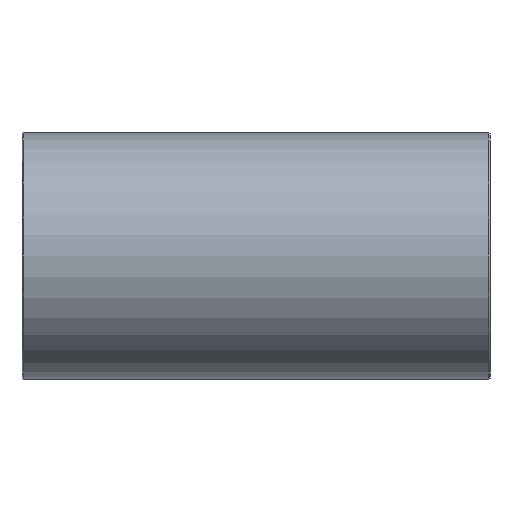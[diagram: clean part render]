
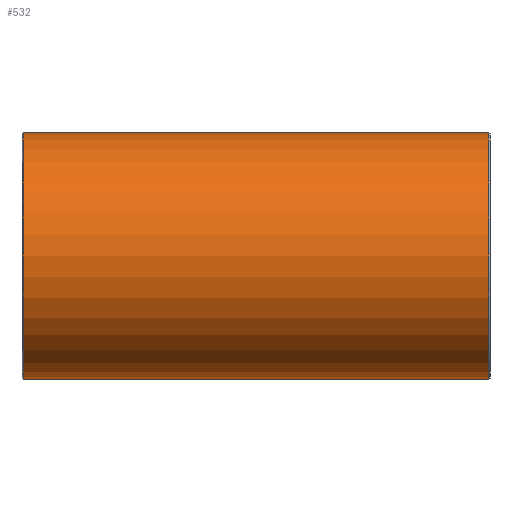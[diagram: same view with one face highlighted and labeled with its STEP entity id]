
A CAD part, left-side view. The second image highlights one B-rep face of the part: STEP entity #532.
In plain terms, the highlighted cylindrical face has radius 62.389 mm (diameter 124.777 mm), a full revolution.
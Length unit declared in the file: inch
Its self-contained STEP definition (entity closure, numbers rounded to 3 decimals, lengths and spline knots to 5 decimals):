
#52=LINE('',#951,#72);
#72=VECTOR('',#766,2.45625);
#89=CYLINDRICAL_SURFACE('',#616,2.45625);
#108=FACE_OUTER_BOUND('',#144,.T.);
#144=EDGE_LOOP('',(#426,#427,#428,#429,#430,#431));
#199=CIRCLE('',#614,2.45625);
#200=CIRCLE('',#615,2.45625);
#201=CIRCLE('',#617,2.45625);
#202=CIRCLE('',#618,2.45625);
#255=VERTEX_POINT('',#941);
#256=VERTEX_POINT('',#942);
#257=VERTEX_POINT('',#947);
#258=VERTEX_POINT('',#948);
#319=EDGE_CURVE('',#255,#256,#199,.T.);
#320=EDGE_CURVE('',#256,#255,#200,.T.);
#322=EDGE_CURVE('',#257,#258,#201,.T.);
#323=EDGE_CURVE('',#258,#257,#202,.T.);
#324=EDGE_CURVE('',#258,#256,#52,.T.);
#426=ORIENTED_EDGE('',*,*,#322,.F.);
#427=ORIENTED_EDGE('',*,*,#323,.F.);
#428=ORIENTED_EDGE('',*,*,#324,.T.);
#429=ORIENTED_EDGE('',*,*,#319,.F.);
#430=ORIENTED_EDGE('',*,*,#320,.F.);
#431=ORIENTED_EDGE('',*,*,#324,.F.);
#532=ADVANCED_FACE('',(#108),#89,.T.);
#614=AXIS2_PLACEMENT_3D('',#943,#755,#756);
#615=AXIS2_PLACEMENT_3D('',#944,#757,#758);
#616=AXIS2_PLACEMENT_3D('',#946,#760,#761);
#617=AXIS2_PLACEMENT_3D('',#949,#762,#763);
#618=AXIS2_PLACEMENT_3D('',#950,#764,#765);
#755=DIRECTION('center_axis',(0.,1.,0.));
#756=DIRECTION('ref_axis',(-1.,0.,0.));
#757=DIRECTION('center_axis',(0.,1.,0.));
#758=DIRECTION('ref_axis',(-1.,0.,0.));
#760=DIRECTION('center_axis',(0.,-1.,0.));
#761=DIRECTION('ref_axis',(1.,0.,0.));
#762=DIRECTION('center_axis',(0.,-1.,0.));
#763=DIRECTION('ref_axis',(-1.,0.,0.));
#764=DIRECTION('center_axis',(0.,-1.,0.));
#765=DIRECTION('ref_axis',(-1.,0.,0.));
#766=DIRECTION('',(0.,1.,0.));
#941=CARTESIAN_POINT('',(2.45625,-0.02,0.));
#942=CARTESIAN_POINT('',(-2.45625,-0.02,0.));
#943=CARTESIAN_POINT('Origin',(0.,-0.02,0.));
#944=CARTESIAN_POINT('Origin',(0.,-0.02,0.));
#946=CARTESIAN_POINT('Origin',(0.,-4.66425,0.));
#947=CARTESIAN_POINT('',(2.45625,-9.3085,0.));
#948=CARTESIAN_POINT('',(-2.45625,-9.3085,0.));
#949=CARTESIAN_POINT('Origin',(0.,-9.3085,0.));
#950=CARTESIAN_POINT('Origin',(0.,-9.3085,0.));
#951=CARTESIAN_POINT('',(-2.45625,-4.66425,0.));
